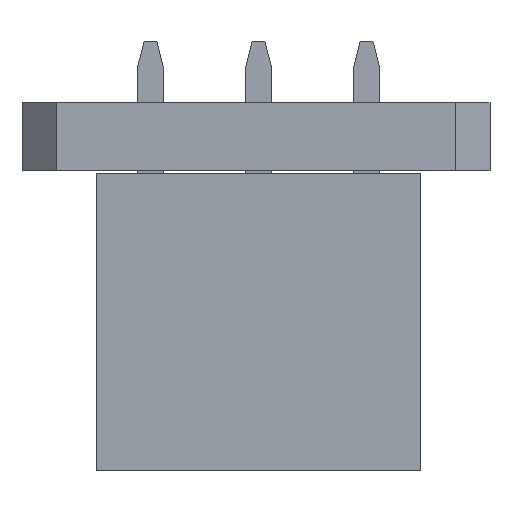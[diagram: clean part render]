
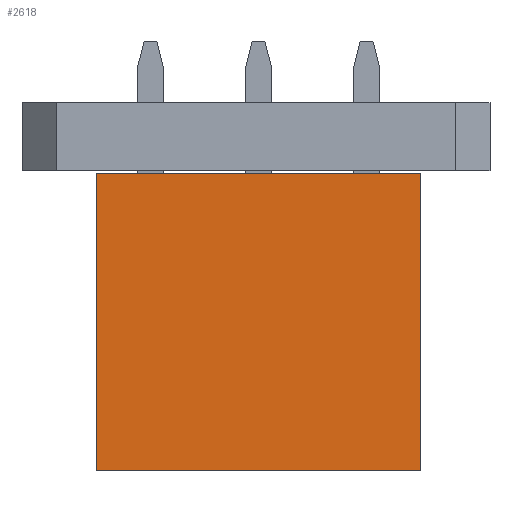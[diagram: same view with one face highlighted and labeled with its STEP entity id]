
A CAD part, front view. The second image highlights one B-rep face of the part: STEP entity #2618.
In plain terms, the highlighted face is planar.
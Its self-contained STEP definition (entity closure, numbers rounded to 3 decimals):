
#92 = PLANE('',#93);
#93 = AXIS2_PLACEMENT_3D('',#94,#95,#96);
#94 = CARTESIAN_POINT('',(-3.81,-6.35,0.));
#95 = DIRECTION('',(0.,1.,0.));
#96 = DIRECTION('',(1.,0.,0.));
#120 = PLANE('',#121);
#121 = AXIS2_PLACEMENT_3D('',#122,#123,#124);
#122 = CARTESIAN_POINT('',(1.27,-6.35,7.));
#123 = DIRECTION('',(0.,0.,-1.));
#124 = DIRECTION('',(0.,-1.,0.));
#148 = PLANE('',#149);
#149 = AXIS2_PLACEMENT_3D('',#150,#151,#152);
#150 = CARTESIAN_POINT('',(1.27,1.27,0.));
#151 = DIRECTION('',(0.,-1.,0.));
#152 = DIRECTION('',(-1.,0.,0.));
#190 = VERTEX_POINT('',#191);
#191 = CARTESIAN_POINT('',(-3.81,-6.35,0.));
#207 = PLANE('',#208);
#208 = AXIS2_PLACEMENT_3D('',#209,#210,#211);
#209 = CARTESIAN_POINT('',(1.27,-6.35,0.));
#210 = DIRECTION('',(0.,0.,-1.));
#211 = DIRECTION('',(0.,-1.,0.));
#219 = EDGE_CURVE('',#190,#220,#222,.T.);
#220 = VERTEX_POINT('',#221);
#221 = CARTESIAN_POINT('',(-3.81,-6.35,7.));
#222 = SURFACE_CURVE('',#223,(#227,#234),.PCURVE_S1.);
#223 = LINE('',#224,#225);
#224 = CARTESIAN_POINT('',(-3.81,-6.35,0.));
#225 = VECTOR('',#226,1.);
#226 = DIRECTION('',(0.,0.,1.));
#227 = PCURVE('',#92,#228);
#228 = DEFINITIONAL_REPRESENTATION('',(#229),#233);
#229 = LINE('',#230,#231);
#230 = CARTESIAN_POINT('',(0.,0.));
#231 = VECTOR('',#232,1.);
#232 = DIRECTION('',(0.,-1.));
#233 = ( GEOMETRIC_REPRESENTATION_CONTEXT(2) 
PARAMETRIC_REPRESENTATION_CONTEXT() REPRESENTATION_CONTEXT('2D SPACE',''
  ) );
#234 = PCURVE('',#235,#240);
#235 = PLANE('',#236);
#236 = AXIS2_PLACEMENT_3D('',#237,#238,#239);
#237 = CARTESIAN_POINT('',(-3.81,1.27,0.));
#238 = DIRECTION('',(1.,0.,0.));
#239 = DIRECTION('',(0.,-1.,0.));
#240 = DEFINITIONAL_REPRESENTATION('',(#241),#245);
#241 = LINE('',#242,#243);
#242 = CARTESIAN_POINT('',(7.62,0.));
#243 = VECTOR('',#244,1.);
#244 = DIRECTION('',(0.,-1.));
#245 = ( GEOMETRIC_REPRESENTATION_CONTEXT(2) 
PARAMETRIC_REPRESENTATION_CONTEXT() REPRESENTATION_CONTEXT('2D SPACE',''
  ) );
#402 = VERTEX_POINT('',#403);
#403 = CARTESIAN_POINT('',(-3.81,1.27,7.));
#424 = EDGE_CURVE('',#425,#402,#427,.T.);
#425 = VERTEX_POINT('',#426);
#426 = CARTESIAN_POINT('',(-3.81,1.27,0.));
#427 = SURFACE_CURVE('',#428,(#432,#439),.PCURVE_S1.);
#428 = LINE('',#429,#430);
#429 = CARTESIAN_POINT('',(-3.81,1.27,0.));
#430 = VECTOR('',#431,1.);
#431 = DIRECTION('',(0.,0.,1.));
#432 = PCURVE('',#148,#433);
#433 = DEFINITIONAL_REPRESENTATION('',(#434),#438);
#434 = LINE('',#435,#436);
#435 = CARTESIAN_POINT('',(5.08,0.));
#436 = VECTOR('',#437,1.);
#437 = DIRECTION('',(0.,-1.));
#438 = ( GEOMETRIC_REPRESENTATION_CONTEXT(2) 
PARAMETRIC_REPRESENTATION_CONTEXT() REPRESENTATION_CONTEXT('2D SPACE',''
  ) );
#439 = PCURVE('',#235,#440);
#440 = DEFINITIONAL_REPRESENTATION('',(#441),#445);
#441 = LINE('',#442,#443);
#442 = CARTESIAN_POINT('',(0.,0.));
#443 = VECTOR('',#444,1.);
#444 = DIRECTION('',(0.,-1.));
#445 = ( GEOMETRIC_REPRESENTATION_CONTEXT(2) 
PARAMETRIC_REPRESENTATION_CONTEXT() REPRESENTATION_CONTEXT('2D SPACE',''
  ) );
#569 = EDGE_CURVE('',#402,#220,#570,.T.);
#570 = SURFACE_CURVE('',#571,(#575,#582),.PCURVE_S1.);
#571 = LINE('',#572,#573);
#572 = CARTESIAN_POINT('',(-3.81,1.27,7.));
#573 = VECTOR('',#574,1.);
#574 = DIRECTION('',(0.,-1.,0.));
#575 = PCURVE('',#120,#576);
#576 = DEFINITIONAL_REPRESENTATION('',(#577),#581);
#577 = LINE('',#578,#579);
#578 = CARTESIAN_POINT('',(-7.62,5.08));
#579 = VECTOR('',#580,1.);
#580 = DIRECTION('',(1.,0.));
#581 = ( GEOMETRIC_REPRESENTATION_CONTEXT(2) 
PARAMETRIC_REPRESENTATION_CONTEXT() REPRESENTATION_CONTEXT('2D SPACE',''
  ) );
#582 = PCURVE('',#235,#583);
#583 = DEFINITIONAL_REPRESENTATION('',(#584),#588);
#584 = LINE('',#585,#586);
#585 = CARTESIAN_POINT('',(0.,-7.));
#586 = VECTOR('',#587,1.);
#587 = DIRECTION('',(1.,0.));
#588 = ( GEOMETRIC_REPRESENTATION_CONTEXT(2) 
PARAMETRIC_REPRESENTATION_CONTEXT() REPRESENTATION_CONTEXT('2D SPACE',''
  ) );
#1300 = EDGE_CURVE('',#425,#190,#1301,.T.);
#1301 = SURFACE_CURVE('',#1302,(#1306,#1313),.PCURVE_S1.);
#1302 = LINE('',#1303,#1304);
#1303 = CARTESIAN_POINT('',(-3.81,1.27,0.));
#1304 = VECTOR('',#1305,1.);
#1305 = DIRECTION('',(0.,-1.,0.));
#1306 = PCURVE('',#207,#1307);
#1307 = DEFINITIONAL_REPRESENTATION('',(#1308),#1312);
#1308 = LINE('',#1309,#1310);
#1309 = CARTESIAN_POINT('',(-7.62,5.08));
#1310 = VECTOR('',#1311,1.);
#1311 = DIRECTION('',(1.,0.));
#1312 = ( GEOMETRIC_REPRESENTATION_CONTEXT(2) 
PARAMETRIC_REPRESENTATION_CONTEXT() REPRESENTATION_CONTEXT('2D SPACE',''
  ) );
#1313 = PCURVE('',#235,#1314);
#1314 = DEFINITIONAL_REPRESENTATION('',(#1315),#1319);
#1315 = LINE('',#1316,#1317);
#1316 = CARTESIAN_POINT('',(0.,0.));
#1317 = VECTOR('',#1318,1.);
#1318 = DIRECTION('',(1.,0.));
#1319 = ( GEOMETRIC_REPRESENTATION_CONTEXT(2) 
PARAMETRIC_REPRESENTATION_CONTEXT() REPRESENTATION_CONTEXT('2D SPACE',''
  ) );
#2618 = ADVANCED_FACE('',(#2619),#235,.F.);
#2619 = FACE_BOUND('',#2620,.F.);
#2620 = EDGE_LOOP('',(#2621,#2622,#2623,#2624));
#2621 = ORIENTED_EDGE('',*,*,#424,.T.);
#2622 = ORIENTED_EDGE('',*,*,#569,.T.);
#2623 = ORIENTED_EDGE('',*,*,#219,.F.);
#2624 = ORIENTED_EDGE('',*,*,#1300,.F.);
